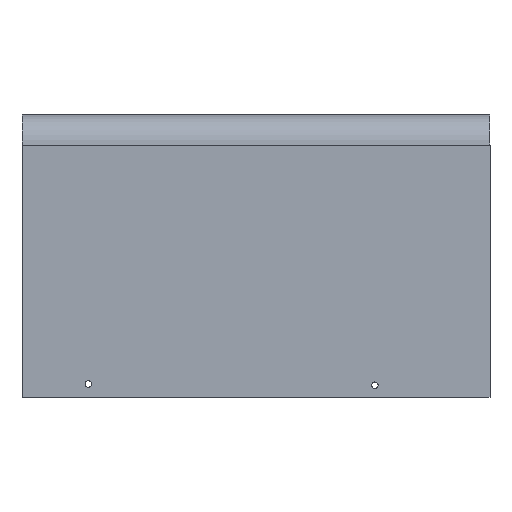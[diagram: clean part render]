
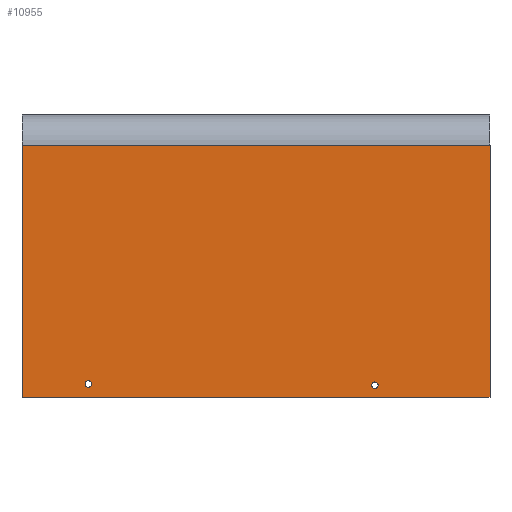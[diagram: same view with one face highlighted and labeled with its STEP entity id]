
A CAD part, left-side view. The second image highlights one B-rep face of the part: STEP entity #10955.
In plain terms, the highlighted planar face has unit normal (-1, 0, 0).
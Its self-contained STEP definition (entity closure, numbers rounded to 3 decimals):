
#150=FACE_BOUND('',#4038,.T.);
#151=FACE_BOUND('',#4039,.T.);
#332=LINE('',#14418,#1739);
#1044=LINE('',#17134,#2451);
#1066=LINE('',#17182,#2473);
#1068=LINE('',#17186,#2475);
#1739=VECTOR('',#11885,10.);
#2451=VECTOR('',#12999,10.);
#2473=VECTOR('',#13051,10.);
#2475=VECTOR('',#13057,10.);
#3401=FACE_OUTER_BOUND('',#4037,.T.);
#4037=EDGE_LOOP('',(#8595,#8596,#8597,#8598));
#4038=EDGE_LOOP('',(#8599));
#4039=EDGE_LOOP('',(#8600));
#4424=CIRCLE('',#11326,1.6);
#4427=CIRCLE('',#11331,1.6);
#4478=VERTEX_POINT('',#14415);
#4479=VERTEX_POINT('',#14417);
#4802=VERTEX_POINT('',#15097);
#4805=VERTEX_POINT('',#15107);
#5152=VERTEX_POINT('',#17133);
#5163=VERTEX_POINT('',#17180);
#5536=EDGE_CURVE('',#4478,#4479,#332,.T.);
#5872=EDGE_CURVE('',#4802,#4802,#4424,.T.);
#5877=EDGE_CURVE('',#4805,#4805,#4427,.T.);
#6399=EDGE_CURVE('',#5152,#4479,#1044,.T.);
#6425=EDGE_CURVE('',#5163,#5152,#1066,.T.);
#6427=EDGE_CURVE('',#4478,#5163,#1068,.T.);
#8595=ORIENTED_EDGE('',*,*,#6427,.T.);
#8596=ORIENTED_EDGE('',*,*,#6425,.T.);
#8597=ORIENTED_EDGE('',*,*,#6399,.T.);
#8598=ORIENTED_EDGE('',*,*,#5536,.F.);
#8599=ORIENTED_EDGE('',*,*,#5872,.T.);
#8600=ORIENTED_EDGE('',*,*,#5877,.T.);
#10403=PLANE('',#11519);
#10955=ADVANCED_FACE('',(#3401,#150,#151),#10403,.T.);
#11326=AXIS2_PLACEMENT_3D('',#15098,#12256,#12257);
#11331=AXIS2_PLACEMENT_3D('',#15108,#12268,#12269);
#11519=AXIS2_PLACEMENT_3D('',#17185,#13055,#13056);
#11885=DIRECTION('',(0.,0.,1.));
#12256=DIRECTION('center_axis',(1.,0.,0.));
#12257=DIRECTION('ref_axis',(0.,1.,0.));
#12268=DIRECTION('center_axis',(1.,0.,0.));
#12269=DIRECTION('ref_axis',(0.,1.,0.));
#12999=DIRECTION('',(0.,1.,0.));
#13051=DIRECTION('',(0.,0.,1.));
#13055=DIRECTION('center_axis',(-1.,0.,0.));
#13056=DIRECTION('ref_axis',(0.,0.,1.));
#13057=DIRECTION('',(0.,-1.,0.));
#14415=CARTESIAN_POINT('',(-4.887,580.,50.584));
#14417=CARTESIAN_POINT('',(-4.887,580.,174.584));
#14418=CARTESIAN_POINT('',(-4.887,580.,174.584));
#15097=CARTESIAN_POINT('',(-4.887,545.892,57.133));
#15098=CARTESIAN_POINT('Origin',(-4.887,547.492,57.133));
#15107=CARTESIAN_POINT('',(-4.887,405.03,56.515));
#15108=CARTESIAN_POINT('Origin',(-4.887,406.63,56.515));
#17133=CARTESIAN_POINT('',(-4.887,350.,174.584));
#17134=CARTESIAN_POINT('',(-4.887,350.,174.584));
#17180=CARTESIAN_POINT('',(-4.887,350.,50.584));
#17182=CARTESIAN_POINT('',(-4.887,350.,-55.416));
#17185=CARTESIAN_POINT('Origin',(-4.887,400.8,59.584));
#17186=CARTESIAN_POINT('',(-4.887,375.4,50.584));
